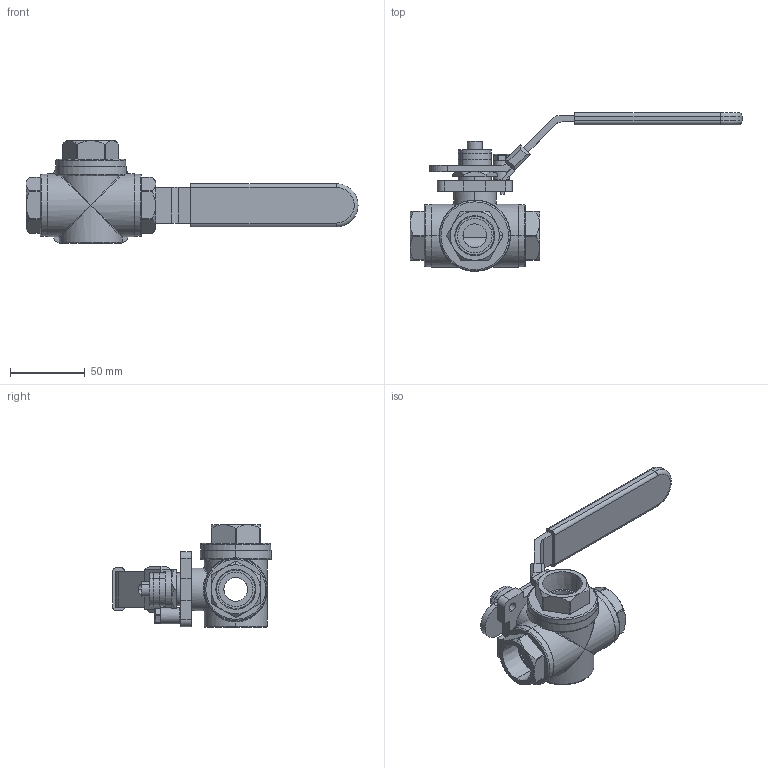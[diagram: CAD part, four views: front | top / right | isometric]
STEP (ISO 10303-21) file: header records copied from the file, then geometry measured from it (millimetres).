
FILE_DESCRIPTION (( 'STEP AP214' ), '1' );
FILE_NAME ('38-TH-0075-XXX.step', '2019-11-20T20:41:23', ( '' ), ( '' ), 'SwSTEP 2.0', 'SolidWorks 2019', '' );
FILE_SCHEMA (( 'AUTOMOTIVE_DESIGN' ));
Length unit declared in the file: inch
Products named in the file (2): 38-TH-0075-XXX
Bounding box: 221.81 x 106.11 x 68.58 mm (x, y, z)
Surface area: 51145.8 mm2 (no closed solid volume)
Topology: 0 solids, 9 shells, 282 faces, 764 edges, 484 vertices
Faces by surface type: plane 119, cylinder 100, cone 31, torus 14, bspline 10, sphere 8
Entity records: 13703 total; most frequent: CARTESIAN_POINT 3061, DIRECTION 1462, ORIENTED_EDGE 1399, EDGE_CURVE 754, AXIS2_PLACEMENT_3D 555, VERTEX_POINT 484, VECTOR 352, LINE 352
